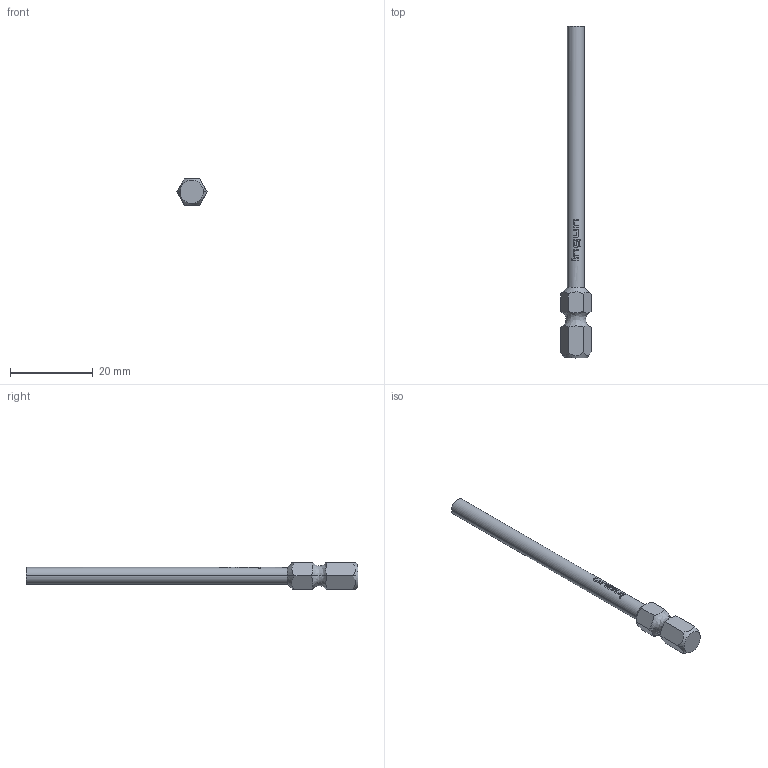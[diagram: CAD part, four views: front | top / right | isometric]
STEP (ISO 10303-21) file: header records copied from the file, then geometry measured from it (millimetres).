
FILE_DESCRIPTION (( 'STEP AP203' ), '1' );
FILE_NAME ('INGUN_BIT-VF4_M-B.STEP', '2022-03-09T14:46:06', ( 'ochi' ), ( '' ), 'SwSTEP 2.0', 'SolidWorks 2018', '' );
FILE_SCHEMA (( 'CONFIG_CONTROL_DESIGN' ));
Length unit declared in the file: millimetre
Products named in the file (1): INGUN_BIT-VF4_M-B
Bounding box: 7.27 x 80 x 6.3 mm (x, y, z)
Volume: 1158.8 mm3; surface area: 1465.7 mm2
Topology: 1 solids, 1 shells, 102 faces, 270 edges, 175 vertices
Faces by surface type: plane 60, bspline 24, cylinder 12, cone 6
Entity records: 3745 total; most frequent: CARTESIAN_POINT 1384, ORIENTED_EDGE 536, DIRECTION 376, EDGE_CURVE 268, VERTEX_POINT 175, AXIS2_PLACEMENT_3D 139, B_SPLINE_CURVE_WITH_KNOTS 110, EDGE_LOOP 109
